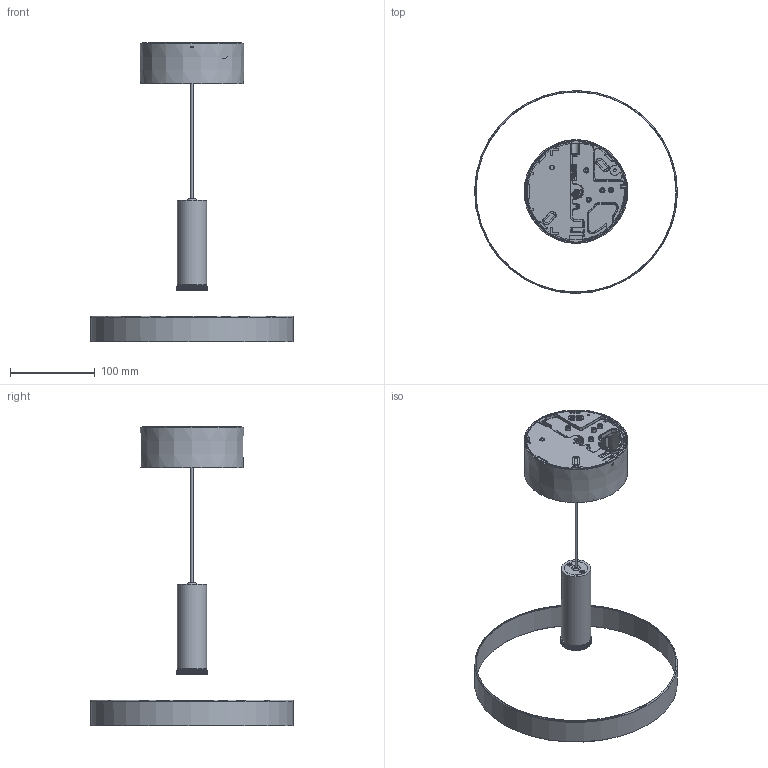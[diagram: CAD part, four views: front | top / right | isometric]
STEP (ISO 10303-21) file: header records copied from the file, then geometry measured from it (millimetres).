
FILE_DESCRIPTION(/* description */ ('This is a sample STEP configuration'),/* implementation_level */ '2;1');
FILE_NAME(/* name */ '176-10202xxxxxxxx _Simple.ipt_Rev_00.stp',/* time_stamp */ '2022-04-13T15:08:30+02:00',/* author */ ('powerJobs'),/* organization */ ('coolOrange'),/* preprocessor_version */ 'ST-DEVELOPER v18.1',/* originating_system */ 'Autodesk Inventor 2020',/* authorisation */ '');
FILE_SCHEMA (('AUTOMOTIVE_DESIGN { 1 0 10303 214 3 1 1 }'));
Length unit declared in the file: millimetre
Products named in the file (1): ENG000025778
Bounding box: 239.99 x 239.99 x 354.47 mm (x, y, z)
Volume: 195689.3 mm3; surface area: 260097 mm2
Topology: 7 solids, 7 shells, 2217 faces, 5502 edges, 3311 vertices
Faces by surface type: cylinder 742, plane 638, bspline 386, torus 184, sphere 167, cone 100
Full cylindrical faces by diameter (mm): 1 x4, 2.3 x2, 2.459 x5, 2.6 x2, 2.902 x1, 3 x19, 3.242 x1, 3.5 x2, 3.797 x1, 4 x1, 5 x2, 10 x1, 24 x2, 25.4 x2, 26 x5, 26.8 x1, 27.4 x1, 28 x2, 30.2 x1, 34.5 x1, 238 x1, 240 x1
Entity records: 95570 total; most frequent: CARTESIAN_POINT 42494, ORIENTED_EDGE 10974, DIRECTION 10302, EDGE_CURVE 5487, AXIS2_PLACEMENT_3D 4141, VERTEX_POINT 3313, EDGE_LOOP 2322, STYLED_ITEM 2224
